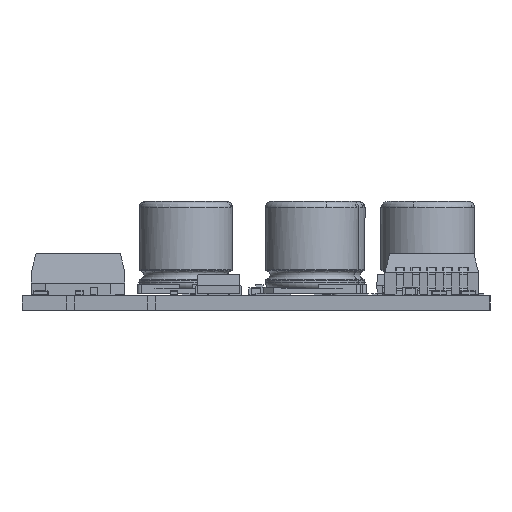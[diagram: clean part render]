
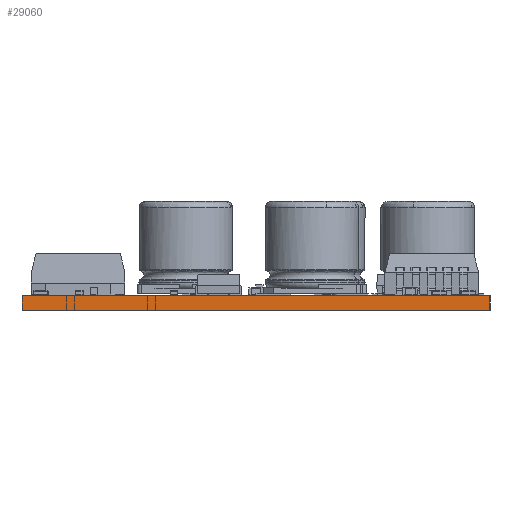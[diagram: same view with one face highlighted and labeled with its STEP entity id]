
A CAD part, left-side view. The second image highlights one B-rep face of the part: STEP entity #29060.
In plain terms, the highlighted planar face has unit normal (-1, 0, 0).
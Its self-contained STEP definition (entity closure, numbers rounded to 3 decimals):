
#29060 = ADVANCED_FACE('',(#29061),#29075,.T.);
#29061 = FACE_BOUND('',#29062,.T.);
#29062 = EDGE_LOOP('',(#29063,#29098,#29126,#29154));
#29063 = ORIENTED_EDGE('',*,*,#29064,.T.);
#29064 = EDGE_CURVE('',#29065,#29067,#29069,.T.);
#29065 = VERTEX_POINT('',#29066);
#29066 = CARTESIAN_POINT('',(0.,-89.175,0.));
#29067 = VERTEX_POINT('',#29068);
#29068 = CARTESIAN_POINT('',(0.,-89.175,1.6));
#29069 = SURFACE_CURVE('',#29070,(#29074,#29086),.PCURVE_S1.);
#29070 = LINE('',#29071,#29072);
#29071 = CARTESIAN_POINT('',(0.,-89.175,0.));
#29072 = VECTOR('',#29073,1.);
#29073 = DIRECTION('',(0.,0.,1.));
#29074 = PCURVE('',#29075,#29080);
#29075 = PLANE('',#29076);
#29076 = AXIS2_PLACEMENT_3D('',#29077,#29078,#29079);
#29077 = CARTESIAN_POINT('',(0.,-89.175,0.));
#29078 = DIRECTION('',(-1.,0.,0.));
#29079 = DIRECTION('',(0.,1.,0.));
#29080 = DEFINITIONAL_REPRESENTATION('',(#29081),#29085);
#29081 = LINE('',#29082,#29083);
#29082 = CARTESIAN_POINT('',(0.,0.));
#29083 = VECTOR('',#29084,1.);
#29084 = DIRECTION('',(0.,-1.));
#29085 = ( GEOMETRIC_REPRESENTATION_CONTEXT(2) 
PARAMETRIC_REPRESENTATION_CONTEXT() REPRESENTATION_CONTEXT('2D SPACE',''
  ) );
#29086 = PCURVE('',#29087,#29092);
#29087 = PLANE('',#29088);
#29088 = AXIS2_PLACEMENT_3D('',#29089,#29090,#29091);
#29089 = CARTESIAN_POINT('',(305.,-89.25,0.));
#29090 = DIRECTION('',(0.,-1.,0.));
#29091 = DIRECTION('',(-1.,0.,0.));
#29092 = DEFINITIONAL_REPRESENTATION('',(#29093),#29097);
#29093 = LINE('',#29094,#29095);
#29094 = CARTESIAN_POINT('',(305.,0.));
#29095 = VECTOR('',#29096,1.);
#29096 = DIRECTION('',(0.,-1.));
#29097 = ( GEOMETRIC_REPRESENTATION_CONTEXT(2) 
PARAMETRIC_REPRESENTATION_CONTEXT() REPRESENTATION_CONTEXT('2D SPACE',''
  ) );
#29098 = ORIENTED_EDGE('',*,*,#29099,.T.);
#29099 = EDGE_CURVE('',#29067,#29100,#29102,.T.);
#29100 = VERTEX_POINT('',#29101);
#29101 = CARTESIAN_POINT('',(0.,-39.27,1.6));
#29102 = SURFACE_CURVE('',#29103,(#29107,#29114),.PCURVE_S1.);
#29103 = LINE('',#29104,#29105);
#29104 = CARTESIAN_POINT('',(0.,-89.175,1.6));
#29105 = VECTOR('',#29106,1.);
#29106 = DIRECTION('',(0.,1.,0.));
#29107 = PCURVE('',#29075,#29108);
#29108 = DEFINITIONAL_REPRESENTATION('',(#29109),#29113);
#29109 = LINE('',#29110,#29111);
#29110 = CARTESIAN_POINT('',(0.,-1.6));
#29111 = VECTOR('',#29112,1.);
#29112 = DIRECTION('',(1.,0.));
#29113 = ( GEOMETRIC_REPRESENTATION_CONTEXT(2) 
PARAMETRIC_REPRESENTATION_CONTEXT() REPRESENTATION_CONTEXT('2D SPACE',''
  ) );
#29114 = PCURVE('',#29115,#29120);
#29115 = PLANE('',#29116);
#29116 = AXIS2_PLACEMENT_3D('',#29117,#29118,#29119);
#29117 = CARTESIAN_POINT('',(154.046,-64.236,1.6));
#29118 = DIRECTION('',(-0.,-0.,-1.));
#29119 = DIRECTION('',(-1.,0.,0.));
#29120 = DEFINITIONAL_REPRESENTATION('',(#29121),#29125);
#29121 = LINE('',#29122,#29123);
#29122 = CARTESIAN_POINT('',(154.046,-24.939));
#29123 = VECTOR('',#29124,1.);
#29124 = DIRECTION('',(0.,1.));
#29125 = ( GEOMETRIC_REPRESENTATION_CONTEXT(2) 
PARAMETRIC_REPRESENTATION_CONTEXT() REPRESENTATION_CONTEXT('2D SPACE',''
  ) );
#29126 = ORIENTED_EDGE('',*,*,#29127,.F.);
#29127 = EDGE_CURVE('',#29128,#29100,#29130,.T.);
#29128 = VERTEX_POINT('',#29129);
#29129 = CARTESIAN_POINT('',(0.,-39.27,0.));
#29130 = SURFACE_CURVE('',#29131,(#29135,#29142),.PCURVE_S1.);
#29131 = LINE('',#29132,#29133);
#29132 = CARTESIAN_POINT('',(0.,-39.27,0.));
#29133 = VECTOR('',#29134,1.);
#29134 = DIRECTION('',(0.,0.,1.));
#29135 = PCURVE('',#29075,#29136);
#29136 = DEFINITIONAL_REPRESENTATION('',(#29137),#29141);
#29137 = LINE('',#29138,#29139);
#29138 = CARTESIAN_POINT('',(49.905,0.));
#29139 = VECTOR('',#29140,1.);
#29140 = DIRECTION('',(0.,-1.));
#29141 = ( GEOMETRIC_REPRESENTATION_CONTEXT(2) 
PARAMETRIC_REPRESENTATION_CONTEXT() REPRESENTATION_CONTEXT('2D SPACE',''
  ) );
#29142 = PCURVE('',#29143,#29148);
#29143 = PLANE('',#29144);
#29144 = AXIS2_PLACEMENT_3D('',#29145,#29146,#29147);
#29145 = CARTESIAN_POINT('',(0.,-39.27,0.));
#29146 = DIRECTION('',(0.,1.,0.));
#29147 = DIRECTION('',(1.,0.,0.));
#29148 = DEFINITIONAL_REPRESENTATION('',(#29149),#29153);
#29149 = LINE('',#29150,#29151);
#29150 = CARTESIAN_POINT('',(0.,0.));
#29151 = VECTOR('',#29152,1.);
#29152 = DIRECTION('',(0.,-1.));
#29153 = ( GEOMETRIC_REPRESENTATION_CONTEXT(2) 
PARAMETRIC_REPRESENTATION_CONTEXT() REPRESENTATION_CONTEXT('2D SPACE',''
  ) );
#29154 = ORIENTED_EDGE('',*,*,#29155,.F.);
#29155 = EDGE_CURVE('',#29065,#29128,#29156,.T.);
#29156 = SURFACE_CURVE('',#29157,(#29161,#29168),.PCURVE_S1.);
#29157 = LINE('',#29158,#29159);
#29158 = CARTESIAN_POINT('',(0.,-89.175,0.));
#29159 = VECTOR('',#29160,1.);
#29160 = DIRECTION('',(0.,1.,0.));
#29161 = PCURVE('',#29075,#29162);
#29162 = DEFINITIONAL_REPRESENTATION('',(#29163),#29167);
#29163 = LINE('',#29164,#29165);
#29164 = CARTESIAN_POINT('',(0.,0.));
#29165 = VECTOR('',#29166,1.);
#29166 = DIRECTION('',(1.,0.));
#29167 = ( GEOMETRIC_REPRESENTATION_CONTEXT(2) 
PARAMETRIC_REPRESENTATION_CONTEXT() REPRESENTATION_CONTEXT('2D SPACE',''
  ) );
#29168 = PCURVE('',#29169,#29174);
#29169 = PLANE('',#29170);
#29170 = AXIS2_PLACEMENT_3D('',#29171,#29172,#29173);
#29171 = CARTESIAN_POINT('',(154.046,-64.236,0.));
#29172 = DIRECTION('',(-0.,-0.,-1.));
#29173 = DIRECTION('',(-1.,0.,0.));
#29174 = DEFINITIONAL_REPRESENTATION('',(#29175),#29179);
#29175 = LINE('',#29176,#29177);
#29176 = CARTESIAN_POINT('',(154.046,-24.939));
#29177 = VECTOR('',#29178,1.);
#29178 = DIRECTION('',(0.,1.));
#29179 = ( GEOMETRIC_REPRESENTATION_CONTEXT(2) 
PARAMETRIC_REPRESENTATION_CONTEXT() REPRESENTATION_CONTEXT('2D SPACE',''
  ) );
